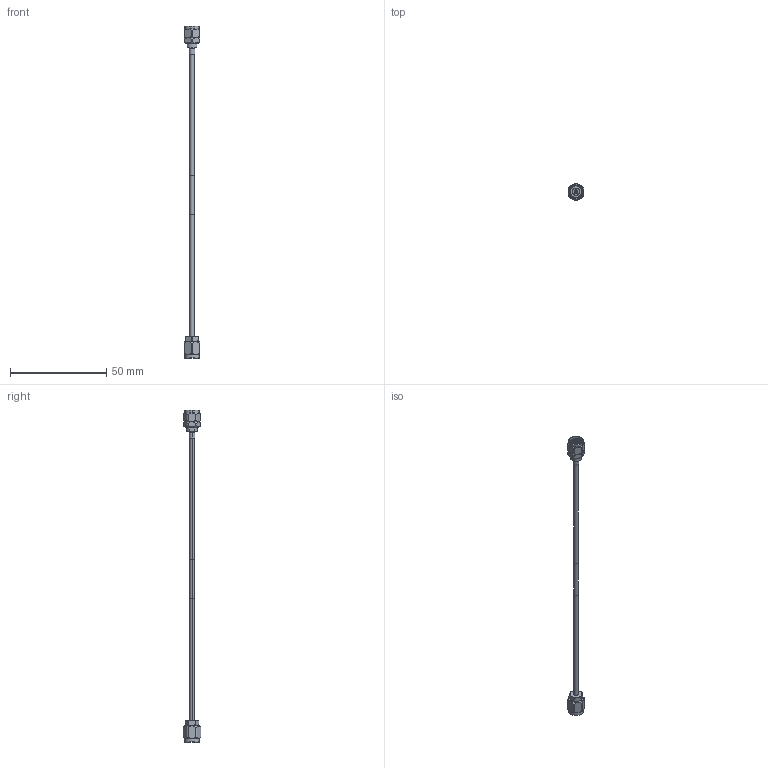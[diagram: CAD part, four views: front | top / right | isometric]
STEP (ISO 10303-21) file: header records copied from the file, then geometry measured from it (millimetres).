
FILE_DESCRIPTION (( 'STEP AP214' ), '1' );
FILE_NAME ('FMCA100337_3D.step', '2025-11-11T18:13:22', ( '' ), ( '' ), 'SwSTEP 2.0', 'SolidWorks 2025', '' );
FILE_SCHEMA (( 'AUTOMOTIVE_DESIGN' ));
Length unit declared in the file: inch
Products named in the file (4): PE-SR405FL_WITH LABEL; FMCA100337_3D; PE45413; PE44690
Assembly tree (3 placements, depth 2):
  FMCA100337_3D
    PE-SR405FL_WITH LABEL
    PE45413
    PE44690
Bounding box: 8 x 8.98 x 172.57 mm (x, y, z)
Volume: 1316 mm3; surface area: 2458 mm2
Topology: 5 solids, 5 shells, 239 faces, 570 edges, 363 vertices
Faces by surface type: cylinder 114, plane 61, cone 50, torus 8, bspline 6
Entity records: 9941 total; most frequent: CARTESIAN_POINT 4444, ORIENTED_EDGE 1140, DIRECTION 1101, EDGE_CURVE 570, AXIS2_PLACEMENT_3D 465, VERTEX_POINT 363, EDGE_LOOP 273, ADVANCED_FACE 239
